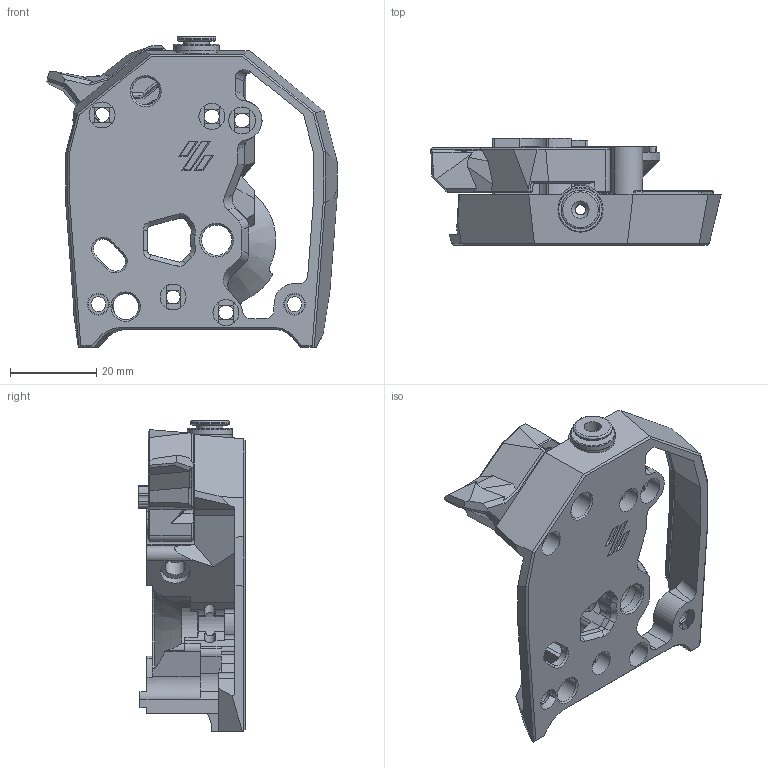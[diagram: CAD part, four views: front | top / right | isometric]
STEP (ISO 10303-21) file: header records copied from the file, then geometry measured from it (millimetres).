
FILE_DESCRIPTION(/* description */ (''),/* implementation_level */ '2;1');
FILE_NAME(/* name */ 'CW2 with ECAS v10.step',/* time_stamp */ '2023-08-22T15:28:08-07:00',/* author */ (''),/* organization */ (''),/* preprocessor_version */ 'ST-DEVELOPER v20',/* originating_system */ 'Autodesk Translation Framework v12.9.0.99',/* authorisation */ '');
FILE_SCHEMA (('AUTOMOTIVE_DESIGN { 1 0 10303 214 3 1 1 }'));
Length unit declared in the file: millimetre
Products named in the file (8): CW2 with ECAS; ECAS fitting; Main body; Release clip; Seal; Current CW2; Main body (1); Latch (1)
Assembly tree (7 placements, depth 3):
  CW2 with ECAS
    ECAS fitting
      Main body
      Release clip
      Seal
    Current CW2
      Main body (1)
      Latch (1)
Bounding box: 67.17 x 24.7 x 71.89 mm (x, y, z)
Volume: 27553.1 mm3; surface area: 17733.9 mm2
Topology: 5 solids, 5 shells, 651 faces, 1720 edges, 1084 vertices
Faces by surface type: plane 359, cylinder 171, cone 77, bspline 39, torus 5
Full cylindrical faces by diameter (mm): 2.4 x2, 2.8 x1, 3.2 x1, 3.4 x7, 4 x3, 4.2 x1, 4.4 x1, 4.7 x4, 5.6 x1, 6 x6, 6.248 x1, 6.4 x1, 7 x2, 8 x3, 8.2 x1, 8.45 x1, 8.47 x1, 9 x1, 10.45 x1
Entity records: 21577 total; most frequent: CARTESIAN_POINT 5131, ORIENTED_EDGE 3434, DIRECTION 3363, EDGE_CURVE 1717, AXIS2_PLACEMENT_3D 1135, LINE 1093, VECTOR 1093, VERTEX_POINT 1084
